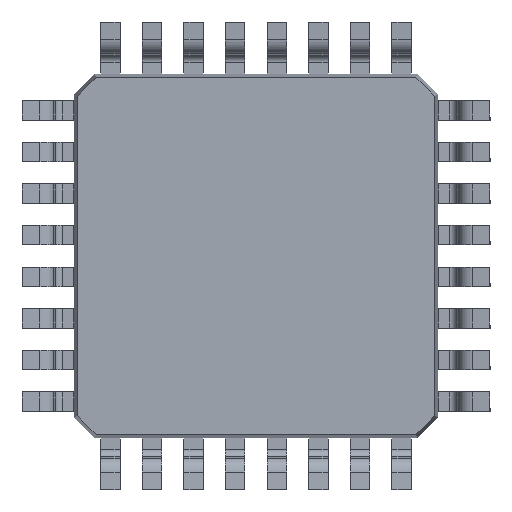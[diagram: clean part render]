
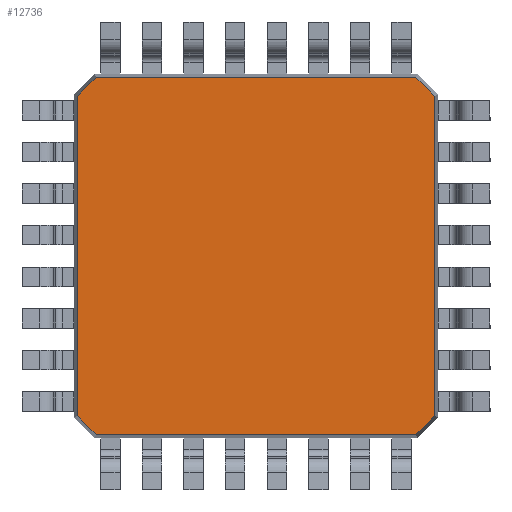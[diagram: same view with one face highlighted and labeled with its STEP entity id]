
A CAD part, front view. The second image highlights one B-rep face of the part: STEP entity #12736.
In plain terms, the highlighted planar face has unit normal (0, -1, 0).
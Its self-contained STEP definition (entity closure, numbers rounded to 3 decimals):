
#160 = CARTESIAN_POINT ( 'NONE',  ( 3.055, 0.15, -3.455 ) ) ;
#196 = AXIS2_PLACEMENT_3D ( 'NONE', #10752, #14232, #7150 ) ;
#279 = EDGE_CURVE ( 'NONE', #11596, #1768, #3375, .T. ) ;
#306 = EDGE_LOOP ( 'NONE', ( #4339, #3079, #9140, #4369, #2549, #4795, #2718, #9022 ) ) ;
#1212 = LINE ( 'NONE', #3543, #13277 ) ;
#1534 = CARTESIAN_POINT ( 'NONE',  ( -3.074, 0.15, -3.436 ) ) ;
#1564 = CARTESIAN_POINT ( 'NONE',  ( 3.074, 0.15, -3.436 ) ) ;
#1768 = VERTEX_POINT ( 'NONE', #12538 ) ;
#1782 = EDGE_CURVE ( 'NONE', #8860, #8819, #2981, .T. ) ;
#2009 = VERTEX_POINT ( 'NONE', #5045 ) ;
#2549 = ORIENTED_EDGE ( 'NONE', *, *, #10793, .T. ) ;
#2718 = ORIENTED_EDGE ( 'NONE', *, *, #11623, .T. ) ;
#2865 = VERTEX_POINT ( 'NONE', #1564 ) ;
#2955 = CARTESIAN_POINT ( 'NONE',  ( 3.455, 0.15, 3.055 ) ) ;
#2981 = LINE ( 'NONE', #13716, #7282 ) ;
#3079 = ORIENTED_EDGE ( 'NONE', *, *, #279, .T. ) ;
#3210 = LINE ( 'NONE', #2955, #4872 ) ;
#3375 = LINE ( 'NONE', #11259, #6362 ) ;
#3484 = EDGE_CURVE ( 'NONE', #6581, #2865, #13488, .T. ) ;
#3543 = CARTESIAN_POINT ( 'NONE',  ( -3.436, 0.15, 3.1 ) ) ;
#4252 = DIRECTION ( 'NONE',  ( -0.707, 0., 0.707 ) ) ;
#4339 = ORIENTED_EDGE ( 'NONE', *, *, #8673, .T. ) ;
#4369 = ORIENTED_EDGE ( 'NONE', *, *, #7489, .T. ) ;
#4795 = ORIENTED_EDGE ( 'NONE', *, *, #3484, .T. ) ;
#4872 = VECTOR ( 'NONE', #4252, 1000. ) ;
#4880 = CARTESIAN_POINT ( 'NONE',  ( 3.074, 0.15, 3.436 ) ) ;
#5045 = CARTESIAN_POINT ( 'NONE',  ( -3.436, 0.15, 3.074 ) ) ;
#5396 = DIRECTION ( 'NONE',  ( 0., 0., 1. ) ) ;
#5424 = DIRECTION ( 'NONE',  ( 1., 0., 0. ) ) ;
#5499 = EDGE_CURVE ( 'NONE', #1768, #2009, #10815, .T. ) ;
#6086 = DIRECTION ( 'NONE',  ( -0.707, 0., -0.707 ) ) ;
#6308 = LINE ( 'NONE', #7769, #15343 ) ;
#6362 = VECTOR ( 'NONE', #9298, 1000. ) ;
#6581 = VERTEX_POINT ( 'NONE', #1534 ) ;
#6661 = CARTESIAN_POINT ( 'NONE',  ( 3.436, 0.15, 3.074 ) ) ;
#6769 = CARTESIAN_POINT ( 'NONE',  ( 3.436, 0.15, -3.074 ) ) ;
#6867 = PLANE ( 'NONE',  #196 ) ;
#7150 = DIRECTION ( 'NONE',  ( 0., 0., -1. ) ) ;
#7282 = VECTOR ( 'NONE', #5396, 1000. ) ;
#7384 = VECTOR ( 'NONE', #5424, 1000. ) ;
#7489 = EDGE_CURVE ( 'NONE', #2009, #12278, #1212, .T. ) ;
#7754 = LINE ( 'NONE', #160, #11600 ) ;
#7769 = CARTESIAN_POINT ( 'NONE',  ( -3.455, 0.15, -3.055 ) ) ;
#8429 = CARTESIAN_POINT ( 'NONE',  ( -3.436, 0.15, -3.074 ) ) ;
#8634 = CARTESIAN_POINT ( 'NONE',  ( -3.055, 0.15, 3.455 ) ) ;
#8673 = EDGE_CURVE ( 'NONE', #8819, #11596, #3210, .T. ) ;
#8819 = VERTEX_POINT ( 'NONE', #6661 ) ;
#8860 = VERTEX_POINT ( 'NONE', #6769 ) ;
#9022 = ORIENTED_EDGE ( 'NONE', *, *, #1782, .T. ) ;
#9140 = ORIENTED_EDGE ( 'NONE', *, *, #5499, .T. ) ;
#9277 = DIRECTION ( 'NONE',  ( 0.707, 0., -0.707 ) ) ;
#9298 = DIRECTION ( 'NONE',  ( -1., 0., 0. ) ) ;
#9665 = DIRECTION ( 'NONE',  ( 0.707, 0., 0.707 ) ) ;
#10752 = CARTESIAN_POINT ( 'NONE',  ( 0., 0.15, 0. ) ) ;
#10793 = EDGE_CURVE ( 'NONE', #12278, #6581, #6308, .T. ) ;
#10815 = LINE ( 'NONE', #8634, #13067 ) ;
#11259 = CARTESIAN_POINT ( 'NONE',  ( 3.1, 0.15, 3.436 ) ) ;
#11596 = VERTEX_POINT ( 'NONE', #4880 ) ;
#11600 = VECTOR ( 'NONE', #9665, 1000. ) ;
#11623 = EDGE_CURVE ( 'NONE', #2865, #8860, #7754, .T. ) ;
#11844 = DIRECTION ( 'NONE',  ( 0., 0., -1. ) ) ;
#12278 = VERTEX_POINT ( 'NONE', #8429 ) ;
#12515 = CARTESIAN_POINT ( 'NONE',  ( -3.1, 0.15, -3.436 ) ) ;
#12538 = CARTESIAN_POINT ( 'NONE',  ( -3.074, 0.15, 3.436 ) ) ;
#12736 = ADVANCED_FACE ( 'NONE', ( #12883 ), #6867, .T. ) ;
#12883 = FACE_OUTER_BOUND ( 'NONE', #306, .T. ) ;
#13067 = VECTOR ( 'NONE', #6086, 1000. ) ;
#13277 = VECTOR ( 'NONE', #11844, 1000. ) ;
#13488 = LINE ( 'NONE', #12515, #7384 ) ;
#13716 = CARTESIAN_POINT ( 'NONE',  ( 3.436, 0.15, -3.1 ) ) ;
#14232 = DIRECTION ( 'NONE',  ( 0., -1., 0. ) ) ;
#15343 = VECTOR ( 'NONE', #9277, 1000. ) ;
